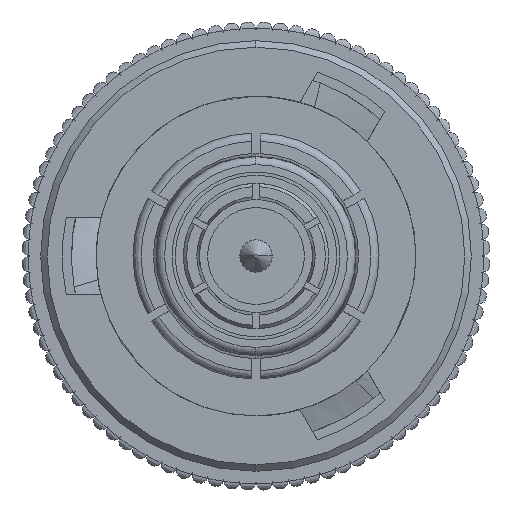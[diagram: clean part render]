
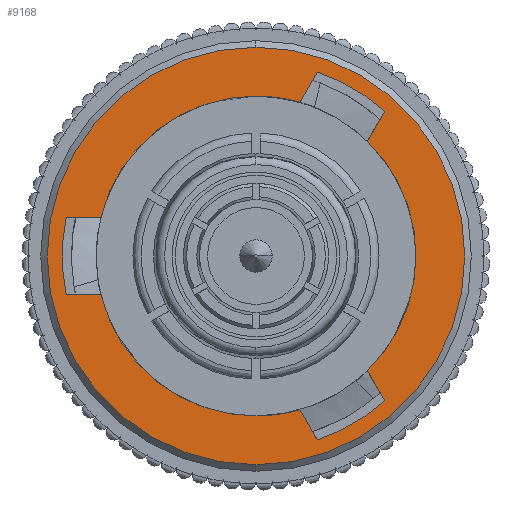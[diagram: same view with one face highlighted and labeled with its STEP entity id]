
A CAD part, left-side view. The second image highlights one B-rep face of the part: STEP entity #9168.
In plain terms, the highlighted face is planar.
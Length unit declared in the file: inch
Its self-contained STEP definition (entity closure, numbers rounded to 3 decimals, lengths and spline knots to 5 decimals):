
#373 = ORIENTED_EDGE ( 'NONE', *, *, #7897, .F. ) ;
#408 = DIRECTION ( 'NONE',  ( -1., 0., 0. ) ) ;
#666 = LINE ( 'NONE', #9209, #29258 ) ;
#821 = CARTESIAN_POINT ( 'NONE',  ( 0., 0., 0. ) ) ;
#979 = FACE_OUTER_BOUND ( 'NONE', #19694, .T. ) ;
#1578 = ORIENTED_EDGE ( 'NONE', *, *, #5089, .F. ) ;
#1824 = EDGE_CURVE ( 'NONE', #8202, #33251, #34344, .T. ) ;
#1858 = CARTESIAN_POINT ( 'NONE',  ( 0., 0., 0. ) ) ;
#2132 = AXIS2_PLACEMENT_3D ( 'NONE', #15080, #4543, #7271 ) ;
#2276 = AXIS2_PLACEMENT_3D ( 'NONE', #821, #6642, #3731 ) ;
#2491 = ORIENTED_EDGE ( 'NONE', *, *, #12791, .F. ) ;
#2598 = ORIENTED_EDGE ( 'NONE', *, *, #23456, .F. ) ;
#3475 = ORIENTED_EDGE ( 'NONE', *, *, #15515, .F. ) ;
#3506 = EDGE_LOOP ( 'NONE', ( #32932, #6652, #3475, #2491, #20769, #15028, #32369, #2598, #28489, #20266, #9557, #373, #20121, #1578 ) ) ;
#3731 = DIRECTION ( 'NONE',  ( 0., 0., 1. ) ) ;
#3740 = CIRCLE ( 'NONE', #6649, 0.195 ) ;
#4305 = CARTESIAN_POINT ( 'NONE',  ( 0., -0.07456, -0.22414 ) ) ;
#4484 = DIRECTION ( 'NONE',  ( 0., 0.5, 0.866 ) ) ;
#4486 = DIRECTION ( 'NONE',  ( 1., 0., 0. ) ) ;
#4543 = DIRECTION ( 'NONE',  ( -1., 0., 0. ) ) ;
#4812 = LINE ( 'NONE', #34984, #23804 ) ;
#4939 = EDGE_CURVE ( 'NONE', #20767, #12315, #7707, .T. ) ;
#5089 = EDGE_CURVE ( 'NONE', #33438, #8202, #22939, .T. ) ;
#5236 = CARTESIAN_POINT ( 'NONE',  ( 0., -0.07456, 0.22414 ) ) ;
#5411 = CARTESIAN_POINT ( 'NONE',  ( 0., 0., 0.2545 ) ) ;
#5436 = CARTESIAN_POINT ( 'NONE',  ( 0., -0.05343, 0.18754 ) ) ;
#5660 = ORIENTED_EDGE ( 'NONE', *, *, #8339, .F. ) ;
#5665 = ORIENTED_EDGE ( 'NONE', *, *, #24372, .F. ) ;
#5681 = CARTESIAN_POINT ( 'NONE',  ( 0., 0., 0. ) ) ;
#6235 = DIRECTION ( 'NONE',  ( -1., 0., 0. ) ) ;
#6483 = AXIS2_PLACEMENT_3D ( 'NONE', #13169, #4486, #24264 ) ;
#6642 = DIRECTION ( 'NONE',  ( -1., 0., 0. ) ) ;
#6649 = AXIS2_PLACEMENT_3D ( 'NONE', #1858, #12919, #35282 ) ;
#6650 = DIRECTION ( 'NONE',  ( 1., 0., 0. ) ) ;
#6652 = ORIENTED_EDGE ( 'NONE', *, *, #20729, .T. ) ;
#6907 = CARTESIAN_POINT ( 'NONE',  ( 0., -0.15683, -0.17664 ) ) ;
#7249 = VERTEX_POINT ( 'NONE', #6907 ) ;
#7271 = DIRECTION ( 'NONE',  ( 0., 0., 1. ) ) ;
#7707 = CIRCLE ( 'NONE', #34394, 0.195 ) ;
#7897 = EDGE_CURVE ( 'NONE', #33251, #12315, #10472, .T. ) ;
#8202 = VERTEX_POINT ( 'NONE', #32365 ) ;
#8339 = EDGE_CURVE ( 'NONE', #15250, #12857, #29433, .T. ) ;
#8670 = CARTESIAN_POINT ( 'NONE',  ( 0., -0.05343, -0.18754 ) ) ;
#9168 = ADVANCED_FACE ( 'NONE', ( #979, #19700 ), #34229, .F. ) ;
#9205 = AXIS2_PLACEMENT_3D ( 'NONE', #29358, #6650, #12254 ) ;
#9209 = CARTESIAN_POINT ( 'NONE',  ( 0., -0.15683, -0.17664 ) ) ;
#9335 = DIRECTION ( 'NONE',  ( -1., 0., 0. ) ) ;
#9557 = ORIENTED_EDGE ( 'NONE', *, *, #4939, .T. ) ;
#9856 = AXIS2_PLACEMENT_3D ( 'NONE', #11403, #33391, #30332 ) ;
#10337 = DIRECTION ( 'NONE',  ( 0., -0.5, 0.866 ) ) ;
#10339 = CARTESIAN_POINT ( 'NONE',  ( 0., -0.1357, -0.14004 ) ) ;
#10472 = LINE ( 'NONE', #23931, #21852 ) ;
#11009 = CIRCLE ( 'NONE', #9856, 0.2545 ) ;
#11403 = CARTESIAN_POINT ( 'NONE',  ( 0., 0., 0. ) ) ;
#11507 = DIRECTION ( 'NONE',  ( 0., 0., 1. ) ) ;
#11847 = AXIS2_PLACEMENT_3D ( 'NONE', #16967, #6235, #14234 ) ;
#12169 = CARTESIAN_POINT ( 'NONE',  ( 0., 0.2314, 0.0475 ) ) ;
#12241 = DIRECTION ( 'NONE',  ( 1., 0., 0. ) ) ;
#12254 = DIRECTION ( 'NONE',  ( 0., 0., 1. ) ) ;
#12315 = VERTEX_POINT ( 'NONE', #26841 ) ;
#12431 = DIRECTION ( 'NONE',  ( 0., 0., 1. ) ) ;
#12791 = EDGE_CURVE ( 'NONE', #7249, #28454, #27777, .T. ) ;
#12857 = VERTEX_POINT ( 'NONE', #15182 ) ;
#12919 = DIRECTION ( 'NONE',  ( -1., 0., 0. ) ) ;
#13169 = CARTESIAN_POINT ( 'NONE',  ( 0., 0., 0. ) ) ;
#13745 = AXIS2_PLACEMENT_3D ( 'NONE', #21669, #14000, #25084 ) ;
#13866 = AXIS2_PLACEMENT_3D ( 'NONE', #19364, #12241, #12431 ) ;
#13963 = CARTESIAN_POINT ( 'NONE',  ( 0., 0.18913, -0.0475 ) ) ;
#14000 = DIRECTION ( 'NONE',  ( -1., 0., 0. ) ) ;
#14234 = DIRECTION ( 'NONE',  ( 0., 0., 1. ) ) ;
#14409 = DIRECTION ( 'NONE',  ( 0., 0., 1. ) ) ;
#15028 = ORIENTED_EDGE ( 'NONE', *, *, #18775, .T. ) ;
#15080 = CARTESIAN_POINT ( 'NONE',  ( 0., 0., 0. ) ) ;
#15182 = CARTESIAN_POINT ( 'NONE',  ( 0., 0., -0.2545 ) ) ;
#15250 = VERTEX_POINT ( 'NONE', #5411 ) ;
#15515 = EDGE_CURVE ( 'NONE', #28454, #27332, #21194, .T. ) ;
#16905 = CARTESIAN_POINT ( 'NONE',  ( 0., 0., 0.195 ) ) ;
#16967 = CARTESIAN_POINT ( 'NONE',  ( 0., 0., 0. ) ) ;
#17340 = CARTESIAN_POINT ( 'NONE',  ( 0., 0.195, 0. ) ) ;
#18775 = EDGE_CURVE ( 'NONE', #30264, #30873, #33602, .T. ) ;
#19364 = CARTESIAN_POINT ( 'NONE',  ( 0., 0., 0. ) ) ;
#19694 = EDGE_LOOP ( 'NONE', ( #5660, #5665 ) ) ;
#19700 = FACE_BOUND ( 'NONE', #3506, .T. ) ;
#20031 = CARTESIAN_POINT ( 'NONE',  ( 0., -0.07456, -0.22414 ) ) ;
#20121 = ORIENTED_EDGE ( 'NONE', *, *, #1824, .F. ) ;
#20266 = ORIENTED_EDGE ( 'NONE', *, *, #22090, .T. ) ;
#20729 = EDGE_CURVE ( 'NONE', #21190, #27332, #27522, .T. ) ;
#20767 = VERTEX_POINT ( 'NONE', #16905 ) ;
#20769 = ORIENTED_EDGE ( 'NONE', *, *, #21526, .F. ) ;
#21190 = VERTEX_POINT ( 'NONE', #21249 ) ;
#21194 = LINE ( 'NONE', #4305, #34353 ) ;
#21249 = CARTESIAN_POINT ( 'NONE',  ( 0., 0., -0.195 ) ) ;
#21526 = EDGE_CURVE ( 'NONE', #30264, #7249, #666, .T. ) ;
#21571 = DIRECTION ( 'NONE',  ( 0., -1., 0. ) ) ;
#21669 = CARTESIAN_POINT ( 'NONE',  ( 0., 0., 0. ) ) ;
#21852 = VECTOR ( 'NONE', #21571, 39.37008 ) ;
#22090 = EDGE_CURVE ( 'NONE', #31841, #20767, #3740, .T. ) ;
#22099 = CARTESIAN_POINT ( 'NONE',  ( 0., -0.1357, 0.14004 ) ) ;
#22452 = VECTOR ( 'NONE', #10337, 39.37008 ) ;
#22680 = VERTEX_POINT ( 'NONE', #30139 ) ;
#22939 = LINE ( 'NONE', #26385, #31511 ) ;
#23149 = CIRCLE ( 'NONE', #13866, 0.23622 ) ;
#23456 = EDGE_CURVE ( 'NONE', #22680, #31700, #23149, .T. ) ;
#23804 = VECTOR ( 'NONE', #26604, 39.37008 ) ;
#23931 = CARTESIAN_POINT ( 'NONE',  ( 0., 0.2314, 0.0475 ) ) ;
#24264 = DIRECTION ( 'NONE',  ( 0., 0., 1. ) ) ;
#24372 = EDGE_CURVE ( 'NONE', #12857, #15250, #11009, .T. ) ;
#25054 = EDGE_CURVE ( 'NONE', #31700, #30873, #4812, .T. ) ;
#25084 = DIRECTION ( 'NONE',  ( 0., 0., 1. ) ) ;
#25662 = AXIS2_PLACEMENT_3D ( 'NONE', #17340, #9335, #11507 ) ;
#26385 = CARTESIAN_POINT ( 'NONE',  ( 0., 0.2314, -0.0475 ) ) ;
#26604 = DIRECTION ( 'NONE',  ( 0., 0.5, -0.866 ) ) ;
#26841 = CARTESIAN_POINT ( 'NONE',  ( 0., 0.18913, 0.0475 ) ) ;
#27332 = VERTEX_POINT ( 'NONE', #8670 ) ;
#27414 = CARTESIAN_POINT ( 'NONE',  ( 0., -0.15683, 0.17664 ) ) ;
#27522 = CIRCLE ( 'NONE', #11847, 0.195 ) ;
#27777 = CIRCLE ( 'NONE', #9205, 0.23622 ) ;
#28454 = VERTEX_POINT ( 'NONE', #20031 ) ;
#28489 = ORIENTED_EDGE ( 'NONE', *, *, #34070, .F. ) ;
#29258 = VECTOR ( 'NONE', #34281, 39.37008 ) ;
#29358 = CARTESIAN_POINT ( 'NONE',  ( 0., 0., 0. ) ) ;
#29433 = CIRCLE ( 'NONE', #13745, 0.2545 ) ;
#30139 = CARTESIAN_POINT ( 'NONE',  ( 0., -0.07456, 0.22414 ) ) ;
#30264 = VERTEX_POINT ( 'NONE', #10339 ) ;
#30332 = DIRECTION ( 'NONE',  ( 0., 0., 1. ) ) ;
#30556 = CIRCLE ( 'NONE', #2132, 0.195 ) ;
#30873 = VERTEX_POINT ( 'NONE', #22099 ) ;
#31511 = VECTOR ( 'NONE', #34023, 39.37008 ) ;
#31700 = VERTEX_POINT ( 'NONE', #27414 ) ;
#31841 = VERTEX_POINT ( 'NONE', #5436 ) ;
#32365 = CARTESIAN_POINT ( 'NONE',  ( 0., 0.2314, -0.0475 ) ) ;
#32369 = ORIENTED_EDGE ( 'NONE', *, *, #25054, .F. ) ;
#32486 = LINE ( 'NONE', #5236, #22452 ) ;
#32932 = ORIENTED_EDGE ( 'NONE', *, *, #33885, .T. ) ;
#33251 = VERTEX_POINT ( 'NONE', #12169 ) ;
#33391 = DIRECTION ( 'NONE',  ( -1., 0., 0. ) ) ;
#33438 = VERTEX_POINT ( 'NONE', #13963 ) ;
#33602 = CIRCLE ( 'NONE', #2276, 0.195 ) ;
#33885 = EDGE_CURVE ( 'NONE', #33438, #21190, #30556, .T. ) ;
#34023 = DIRECTION ( 'NONE',  ( 0., 1., 0. ) ) ;
#34070 = EDGE_CURVE ( 'NONE', #31841, #22680, #32486, .T. ) ;
#34229 = PLANE ( 'NONE',  #25662 ) ;
#34281 = DIRECTION ( 'NONE',  ( 0., -0.5, -0.866 ) ) ;
#34344 = CIRCLE ( 'NONE', #6483, 0.23622 ) ;
#34353 = VECTOR ( 'NONE', #4484, 39.37008 ) ;
#34394 = AXIS2_PLACEMENT_3D ( 'NONE', #5681, #408, #14409 ) ;
#34984 = CARTESIAN_POINT ( 'NONE',  ( 0., -0.15683, 0.17664 ) ) ;
#35282 = DIRECTION ( 'NONE',  ( 0., 0., 1. ) ) ;
